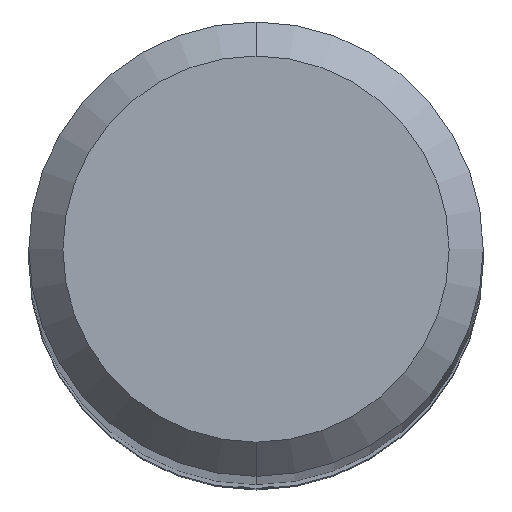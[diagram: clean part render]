
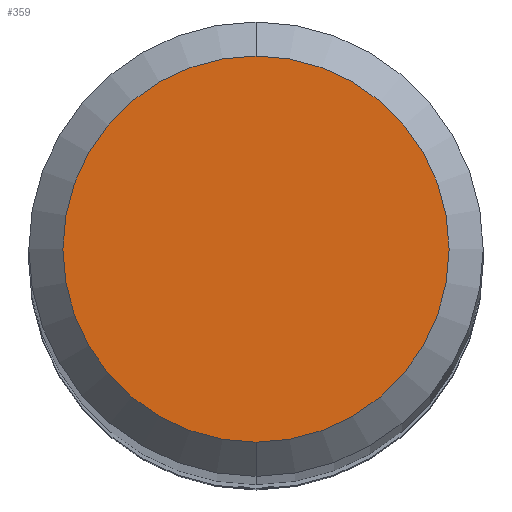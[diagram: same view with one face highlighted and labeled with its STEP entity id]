
A CAD part, top view. The second image highlights one B-rep face of the part: STEP entity #359.
In plain terms, the highlighted planar face has unit normal (0, 0, 1).
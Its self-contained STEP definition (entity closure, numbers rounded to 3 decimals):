
#211=VERTEX_POINT('',#544);
#291=VERTEX_POINT('',#634);
#359=ADVANCED_FACE('',(#713),#714,.T.);
#385=EDGE_CURVE('',#291,#211,#743,.T.);
#399=EDGE_CURVE('',#211,#291,#757,.T.);
#544=CARTESIAN_POINT('',(0.,-1.7,0.0));
#634=CARTESIAN_POINT('',(0.0,1.7,0.0));
#713=FACE_OUTER_BOUND('',#1289,.T.);
#714=PLANE('',#1290);
#743=CIRCLE('',#1331,1.7);
#757=CIRCLE('',#1351,1.7);
#1289=EDGE_LOOP('',(#1774,#1775));
#1290=AXIS2_PLACEMENT_3D('',#1776,#1777,#1778);
#1331=AXIS2_PLACEMENT_3D('',#1818,#1819,#1820);
#1351=AXIS2_PLACEMENT_3D('',#1831,#1832,#1833);
#1774=ORIENTED_EDGE('',*,*,#385,.F.);
#1775=ORIENTED_EDGE('',*,*,#399,.F.);
#1776=CARTESIAN_POINT('',(0.0,0.85,0.0));
#1777=DIRECTION('',(-0.0,0.0,1.0));
#1778=DIRECTION('',(0.0,-1.0,0.0));
#1818=CARTESIAN_POINT('',(0.0,0.0,0.0));
#1819=DIRECTION('',(0.0,0.0,-1.0));
#1820=DIRECTION('',(0.0,1.0,0.0));
#1831=CARTESIAN_POINT('',(0.0,0.0,0.0));
#1832=DIRECTION('',(0.0,0.0,-1.0));
#1833=DIRECTION('',(0.0,1.0,0.0));
